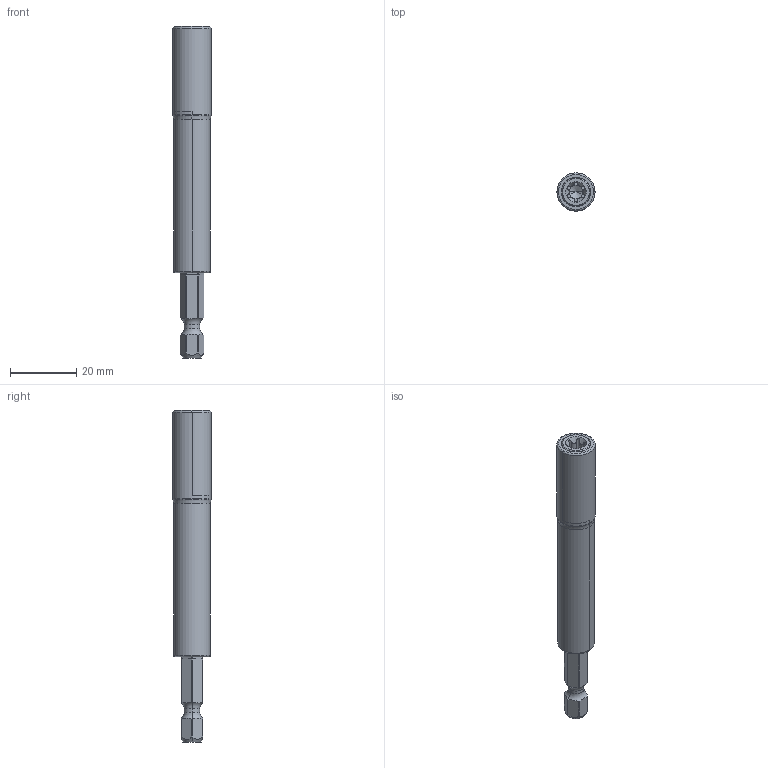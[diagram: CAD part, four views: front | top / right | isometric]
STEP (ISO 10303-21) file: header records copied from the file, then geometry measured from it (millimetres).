
FILE_DESCRIPTION((''),'2;1');
FILE_NAME('4027108306_ASM','2024-01-02T09:55:28',('a00565553'),(''),'CREO PARAMETRIC BY PTC INC, 2022414','CREO PARAMETRIC BY PTC INC, 2022414','');
FILE_SCHEMA(('CONFIG_CONTROL_DESIGN','GEOMETRIC_VALIDATION_PROPERTIES_MIM'));
Length unit declared in the file: millimetre
Products named in the file (3): 4027911278; 4027299460; 4027108306_ASM
Assembly tree (2 placements, depth 2):
  4027108306_ASM
    4027911278
    4027299460
Bounding box: 11.5 x 11.5 x 100 mm (x, y, z)
Volume: 7715.4 mm3; surface area: 7371.9 mm2
Topology: 2 solids, 2 shells, 103 faces, 256 edges, 157 vertices
Faces by surface type: cylinder 50, torus 26, plane 17, cone 10
Entity records: 3761 total; most frequent: CARTESIAN_POINT 918, DIRECTION 546, ORIENTED_EDGE 508, EDGE_CURVE 254, AXIS2_PLACEMENT_3D 236, VERTEX_POINT 157, CIRCLE 128, EDGE_LOOP 107
